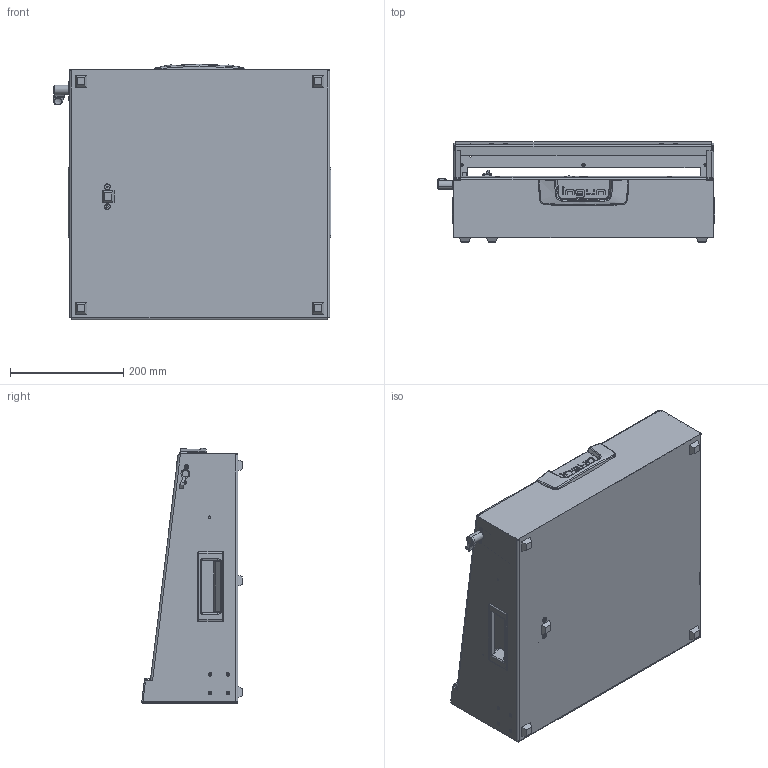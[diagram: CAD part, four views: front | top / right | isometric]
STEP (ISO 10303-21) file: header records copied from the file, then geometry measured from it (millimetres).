
FILE_DESCRIPTION (( 'STEP AP214' ), '1' );
FILE_NAME ('INGUN_114903.STEP', '2023-03-27T09:23:20', ( '' ), ( '' ), 'SwSTEP 2.0', 'SolidWorks 2021', '' );
FILE_SCHEMA (( 'AUTOMOTIVE_DESIGN' ));
Length unit declared in the file: millimetre
Products named in the file (30): 110322~4_S; 30758_02~0_S; 110705~2_S; DIN7991~n_M05,0x012; 38564~0; 32172~8; DIN914~n_M04,0x05; 21332_02~0; 110443~0_S; 110231~1_S; 35334~0_S; INGUN_114903; 8804~0; 30112~0; ISO7380~n_M04,0x008; ISO7380~n_M05,0x030; DIN7991~n_M05,0x016; 30758_01~0_S; 21332_01~0; 20902~0; 30758~0_S; DIN985-A2~n_M05,0; 53032~0_S; 32462~0_S; 2720~0; DIN125~n_05,3 M05,0 Fase; 29805~4_geschlossen<S>; 30984~0_S; 32171~0_S; 21332~0_MA 2112<Standard>
Assembly tree (40 placements, depth 3):
  INGUN_114903
    32172~8
    30758~0_S  x2
      30758_01~0_S
      30758_02~0_S
      38564~0
    20902~0
    21332~0_MA 2112<Standard>
      21332_02~0
      21332_01~0
    2720~0  x5
    53032~0_S
    32171~0_S
    32462~0_S
    29805~4_geschlossen<S>
      110322~4_S
      110705~2_S
      30984~0_S
      110231~1_S
      110443~0_S
      30112~0
      ISO7380~n_M05,0x030
      ISO7380~n_M04,0x008  x2
      DIN914~n_M04,0x05
    35334~0_S
    DIN7991~n_M05,0x016
    DIN7991~n_M05,0x012  x2
    DIN985-A2~n_M05,0  x3
    8804~0
    DIN125~n_05,3 M05,0 Fase  x2
Bounding box: 491.5 x 177.62 x 451.82 mm (x, y, z)
Volume: 1075038.4 mm3; surface area: 1056107.5 mm2
Topology: 59 solids, 59 shells, 1554 faces, 3882 edges, 2472 vertices
Faces by surface type: plane 632, cylinder 614, bspline 142, cone 114, sphere 32, torus 20
Entity records: 46581 total; most frequent: CARTESIAN_POINT 16400, ORIENTED_EDGE 5780, DIRECTION 5667, EDGE_CURVE 2890, AXIS2_PLACEMENT_3D 2089, VERTEX_POINT 1853, VECTOR 1489, LINE 1489
